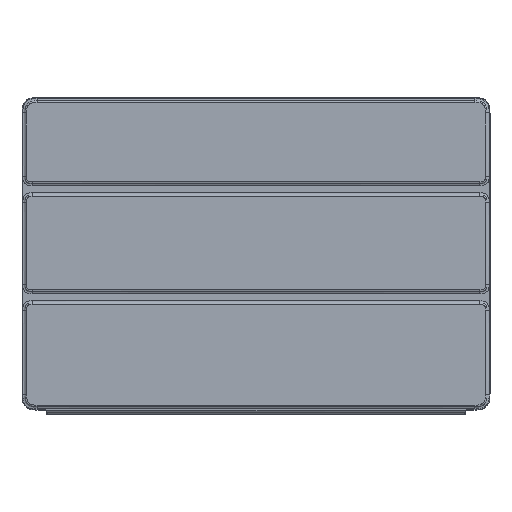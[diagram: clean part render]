
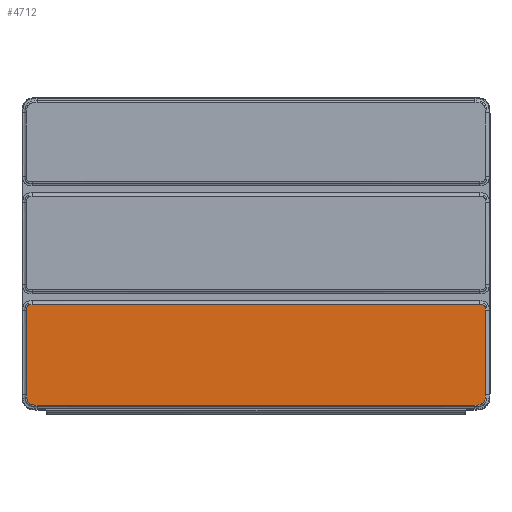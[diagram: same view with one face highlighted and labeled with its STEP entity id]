
A CAD part, top view. The second image highlights one B-rep face of the part: STEP entity #4712.
In plain terms, the highlighted planar face has unit normal (0, 0, 1).
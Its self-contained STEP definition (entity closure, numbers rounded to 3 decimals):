
#209=B_SPLINE_CURVE_WITH_KNOTS('',3,(#12868,#12869,#12870,#12871,#12872,
#12873,#12874,#12875,#12876,#12877,#12878),.UNSPECIFIED.,.F.,.F.,(4,1,1,
1,1,1,1,1,4),(0.,0.107,0.311,
0.47,0.556,0.625,0.815,
0.824,1.099),.UNSPECIFIED.);
#215=B_SPLINE_CURVE_WITH_KNOTS('',3,(#13050,#13051,#13052,#13053,#13054,
#13055,#13056,#13057,#13058,#13059,#13060,#13061,#13062),.UNSPECIFIED.,
 .F.,.F.,(4,1,1,1,1,1,1,1,1,1,4),(0.,0.093,0.186,
0.241,0.272,0.347,0.356,
0.432,0.453,0.555,0.599),
 .UNSPECIFIED.);
#219=B_SPLINE_CURVE_WITH_KNOTS('',3,(#13247,#13248,#13249,#13250,#13251,
#13252,#13253,#13254,#13255,#13256,#13257),.UNSPECIFIED.,.F.,.F.,(4,1,1,
1,1,1,1,1,4),(0.,0.093,0.186,0.241,
0.32,0.347,0.452,0.546,
0.599),.UNSPECIFIED.);
#223=B_SPLINE_CURVE_WITH_KNOTS('',3,(#13394,#13395,#13396,#13397,#13398,
#13399,#13400,#13401,#13402,#13403,#13404),.UNSPECIFIED.,.F.,.F.,(4,1,1,
1,1,1,1,1,4),(0.,0.16,0.319,
0.458,0.569,0.681,0.792,
0.957,1.099),.UNSPECIFIED.);
#493=PLANE('',#5070);
#735=FACE_OUTER_BOUND('',#1042,.T.);
#1042=EDGE_LOOP('',(#3915,#3916,#3917,#3918,#3919,#3920,#3921,#3922));
#1358=LINE('',#12936,#1658);
#1360=LINE('',#13101,#1660);
#1362=LINE('',#13296,#1662);
#1364=LINE('',#13434,#1664);
#1658=VECTOR('',#5833,10.);
#1660=VECTOR('',#5835,10.);
#1662=VECTOR('',#5837,10.);
#1664=VECTOR('',#5839,10.);
#2207=VERTEX_POINT('',#12859);
#2208=VERTEX_POINT('',#12867);
#2210=VERTEX_POINT('',#12926);
#2212=VERTEX_POINT('',#13028);
#2214=VERTEX_POINT('',#13091);
#2216=VERTEX_POINT('',#13223);
#2218=VERTEX_POINT('',#13286);
#2220=VERTEX_POINT('',#13374);
#2804=EDGE_CURVE('',#2207,#2208,#209,.T.);
#2809=EDGE_CURVE('',#2208,#2210,#1358,.T.);
#2812=EDGE_CURVE('',#2210,#2212,#215,.T.);
#2815=EDGE_CURVE('',#2212,#2214,#1360,.T.);
#2818=EDGE_CURVE('',#2214,#2216,#219,.T.);
#2821=EDGE_CURVE('',#2216,#2218,#1362,.T.);
#2824=EDGE_CURVE('',#2218,#2220,#223,.T.);
#2826=EDGE_CURVE('',#2220,#2207,#1364,.T.);
#3915=ORIENTED_EDGE('',*,*,#2804,.F.);
#3916=ORIENTED_EDGE('',*,*,#2826,.F.);
#3917=ORIENTED_EDGE('',*,*,#2824,.F.);
#3918=ORIENTED_EDGE('',*,*,#2821,.F.);
#3919=ORIENTED_EDGE('',*,*,#2818,.F.);
#3920=ORIENTED_EDGE('',*,*,#2815,.F.);
#3921=ORIENTED_EDGE('',*,*,#2812,.F.);
#3922=ORIENTED_EDGE('',*,*,#2809,.F.);
#4712=ADVANCED_FACE('',(#735),#493,.T.);
#5070=AXIS2_PLACEMENT_3D('',#13554,#5851,#5852);
#5833=DIRECTION('',(0.,1.,0.));
#5835=DIRECTION('',(1.,0.,0.));
#5837=DIRECTION('',(0.,-1.,0.));
#5839=DIRECTION('',(-1.,0.,0.));
#5851=DIRECTION('center_axis',(0.,0.,1.));
#5852=DIRECTION('ref_axis',(1.,0.,0.));
#12859=CARTESIAN_POINT('',(-134.88,-93.312,7.3));
#12867=CARTESIAN_POINT('',(-141.383,-86.809,7.3));
#12868=CARTESIAN_POINT('Ctrl Pts',(-134.88,-93.312,7.3));
#12869=CARTESIAN_POINT('Ctrl Pts',(-135.235,-93.312,
7.3));
#12870=CARTESIAN_POINT('Ctrl Pts',(-136.27,-93.309,
7.3));
#12871=CARTESIAN_POINT('Ctrl Pts',(-137.845,-93.219,
7.3));
#12872=CARTESIAN_POINT('Ctrl Pts',(-139.262,-92.659,
7.3));
#12873=CARTESIAN_POINT('Ctrl Pts',(-140.068,-91.984,7.3));
#12874=CARTESIAN_POINT('Ctrl Pts',(-140.8,-91.088,
7.3));
#12875=CARTESIAN_POINT('Ctrl Pts',(-141.111,-90.229,
7.3));
#12876=CARTESIAN_POINT('Ctrl Pts',(-141.395,-88.674,
7.3));
#12877=CARTESIAN_POINT('Ctrl Pts',(-141.383,-87.724,7.3));
#12878=CARTESIAN_POINT('Ctrl Pts',(-141.383,-86.809,
7.3));
#12926=CARTESIAN_POINT('',(-141.383,-34.809,7.3));
#12936=CARTESIAN_POINT('',(-141.383,23.702,7.3));
#13028=CARTESIAN_POINT('',(-137.88,-31.306,7.3));
#13050=CARTESIAN_POINT('Ctrl Pts',(-141.383,-34.809,
7.3));
#13051=CARTESIAN_POINT('Ctrl Pts',(-141.383,-34.499,
7.3));
#13052=CARTESIAN_POINT('Ctrl Pts',(-141.384,-33.882,
7.3));
#13053=CARTESIAN_POINT('Ctrl Pts',(-141.308,-33.076,
7.3));
#13054=CARTESIAN_POINT('Ctrl Pts',(-141.105,-32.511,7.3));
#13055=CARTESIAN_POINT('Ctrl Pts',(-140.817,-32.055,7.3));
#13056=CARTESIAN_POINT('Ctrl Pts',(-140.53,-31.796,
7.3));
#13057=CARTESIAN_POINT('Ctrl Pts',(-140.065,-31.532,
7.3));
#13058=CARTESIAN_POINT('Ctrl Pts',(-139.722,-31.425,
7.3));
#13059=CARTESIAN_POINT('Ctrl Pts',(-139.065,-31.321,7.3));
#13060=CARTESIAN_POINT('Ctrl Pts',(-138.509,-31.306,
7.3));
#13061=CARTESIAN_POINT('Ctrl Pts',(-138.026,-31.306,7.3));
#13062=CARTESIAN_POINT('Ctrl Pts',(-137.88,-31.306,7.3));
#13091=CARTESIAN_POINT('',(137.88,-31.306,7.3));
#13101=CARTESIAN_POINT('',(35.72,-31.306,7.3));
#13223=CARTESIAN_POINT('',(141.383,-34.809,7.3));
#13247=CARTESIAN_POINT('Ctrl Pts',(137.88,-31.306,7.3));
#13248=CARTESIAN_POINT('Ctrl Pts',(138.189,-31.306,7.3));
#13249=CARTESIAN_POINT('Ctrl Pts',(138.807,-31.305,7.3));
#13250=CARTESIAN_POINT('Ctrl Pts',(139.612,-31.381,7.3));
#13251=CARTESIAN_POINT('Ctrl Pts',(140.333,-31.639,7.3));
#13252=CARTESIAN_POINT('Ctrl Pts',(140.755,-31.986,7.3));
#13253=CARTESIAN_POINT('Ctrl Pts',(141.158,-32.565,7.3));
#13254=CARTESIAN_POINT('Ctrl Pts',(141.355,-33.305,7.3));
#13255=CARTESIAN_POINT('Ctrl Pts',(141.381,-34.143,7.3));
#13256=CARTESIAN_POINT('Ctrl Pts',(141.383,-34.632,7.3));
#13257=CARTESIAN_POINT('Ctrl Pts',(141.383,-34.809,7.3));
#13286=CARTESIAN_POINT('',(141.383,-86.809,7.3));
#13296=CARTESIAN_POINT('',(141.383,-23.702,7.3));
#13374=CARTESIAN_POINT('',(134.88,-93.312,7.3));
#13394=CARTESIAN_POINT('Ctrl Pts',(141.383,-86.809,7.3));
#13395=CARTESIAN_POINT('Ctrl Pts',(141.383,-87.341,7.3));
#13396=CARTESIAN_POINT('Ctrl Pts',(141.384,-88.403,7.3));
#13397=CARTESIAN_POINT('Ctrl Pts',(141.225,-89.93,7.3));
#13398=CARTESIAN_POINT('Ctrl Pts',(140.716,-91.213,7.3));
#13399=CARTESIAN_POINT('Ctrl Pts',(139.937,-92.147,7.3));
#13400=CARTESIAN_POINT('Ctrl Pts',(139.004,-92.778,7.3));
#13401=CARTESIAN_POINT('Ctrl Pts',(137.766,-93.192,7.3));
#13402=CARTESIAN_POINT('Ctrl Pts',(136.37,-93.313,7.3));
#13403=CARTESIAN_POINT('Ctrl Pts',(135.352,-93.312,7.3));
#13404=CARTESIAN_POINT('Ctrl Pts',(134.88,-93.312,7.3));
#13434=CARTESIAN_POINT('',(-33.72,-93.312,7.3));
#13554=CARTESIAN_POINT('Origin',(0.,0.,7.3));
